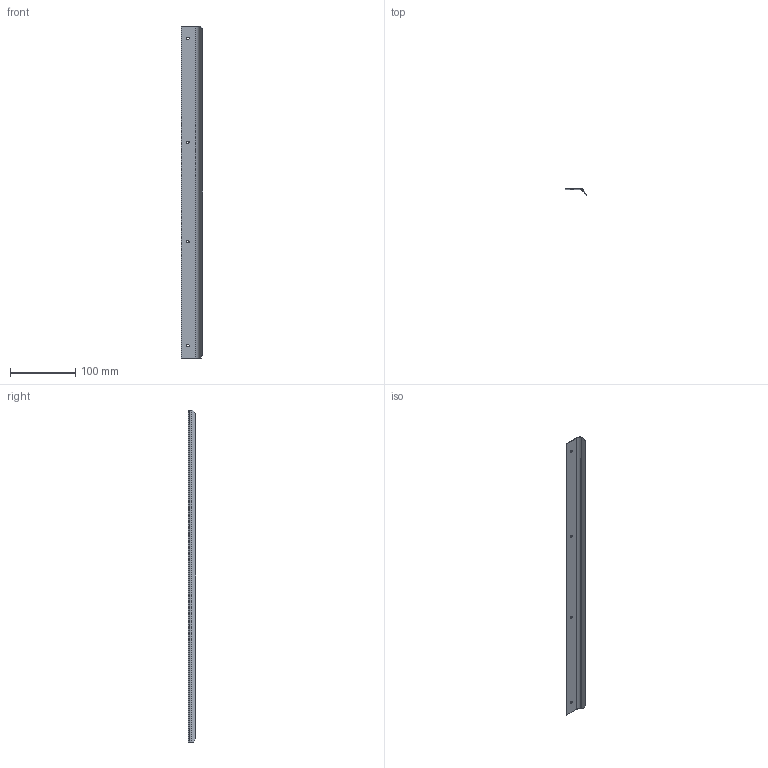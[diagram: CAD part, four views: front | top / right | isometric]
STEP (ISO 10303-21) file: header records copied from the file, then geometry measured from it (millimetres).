
FILE_DESCRIPTION((''),'2;1');
FILE_NAME('Butoir Haut.stp','2009-02-12T21:29:11',('Alex_Cyril'),(''),'Autodesk Inventor 11','Autodesk Inventor 11','');
FILE_SCHEMA(('AUTOMOTIVE_DESIGN { 1 0 10303 214 1 1 1 1 }'));
Length unit declared in the file: millimetre
Products named in the file (1): Butoir Haut
Bounding box: 32.71 x 10.73 x 508 mm (x, y, z)
Volume: 22795.8 mm3; surface area: 38670.3 mm2
Topology: 1 solids, 1 shells, 16 faces, 46 edges, 32 vertices
Faces by surface type: plane 10, bspline 4, cylinder 2
Entity records: 569 total; most frequent: CARTESIAN_POINT 151, DIRECTION 76, ORIENTED_EDGE 76, EDGE_CURVE 38, VERTEX_POINT 28, EDGE_LOOP 28, VECTOR 26, LINE 26
